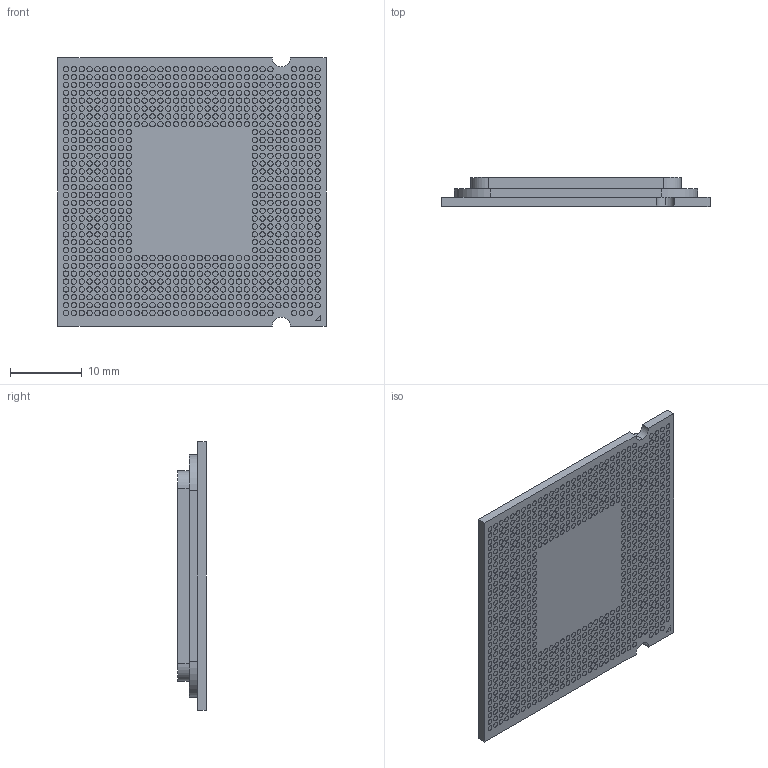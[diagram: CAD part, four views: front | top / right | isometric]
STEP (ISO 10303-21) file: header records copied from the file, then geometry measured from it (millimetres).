
FILE_DESCRIPTION (( 'STEP AP214' ), '1' );
FILE_NAME ('Processor.STEP', '2018-05-04T16:52:43', ( 'Suncoast Technical College' ), ( 'Sarasota County Schools' ), 'SwSTEP 2.0', 'SolidWorks 2017', '' );
FILE_SCHEMA (( 'AUTOMOTIVE_DESIGN' ));
Length unit declared in the file: millimetre
Products named in the file (1): Processor
Bounding box: 37.5 x 4 x 37.5 mm (x, y, z)
Volume: 4418.2 mm3; surface area: 3325.4 mm2
Topology: 1 solids, 1 shells, 853 faces, 1738 edges, 1704 vertices
Faces by surface type: plane 838, cylinder 15
Entity records: 35115 total; most frequent: DIRECTION 5104, CARTESIAN_POINT 4296, ORIENTED_EDGE 3476, AXIS2_PLACEMENT_3D 2512, EDGE_CURVE 1738, VERTEX_POINT 1704, EDGE_LOOP 1670, CIRCLE 1658
